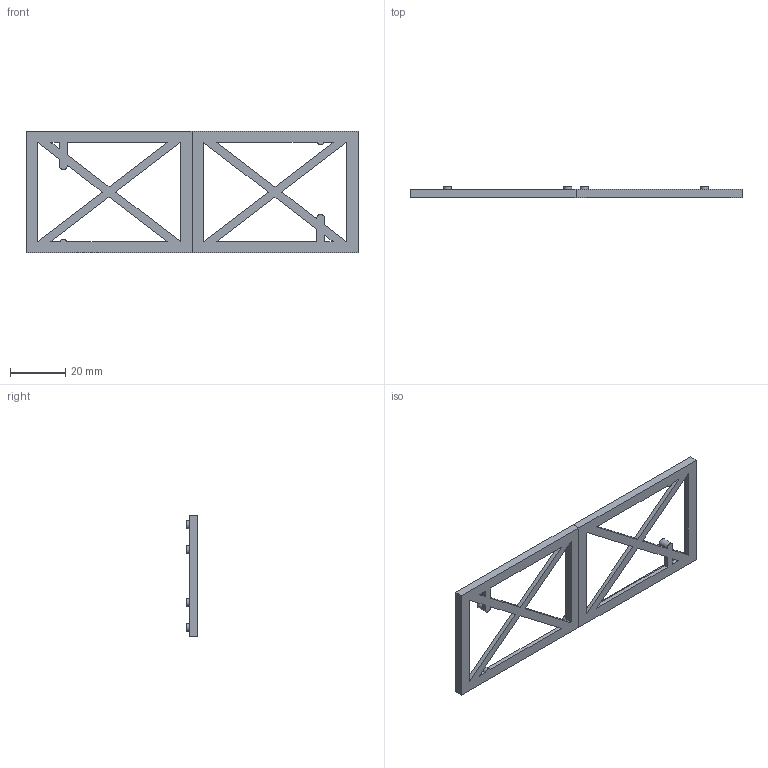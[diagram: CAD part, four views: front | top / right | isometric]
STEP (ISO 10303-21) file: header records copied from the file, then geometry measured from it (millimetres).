
FILE_DESCRIPTION(/* description */ (''),/* implementation_level */ '2;1');
FILE_NAME(/* name */ 'HllareV.2.stp',/* time_stamp */ '2025-01-22T12:05:04+01:00',/* author */ ('24oscnor'),/* organization */ (''),/* preprocessor_version */ 'ST-DEVELOPER v20',/* originating_system */ 'Autodesk Inventor 2025',/* authorisation */ '');
FILE_SCHEMA (('AUTOMOTIVE_DESIGN { 1 0 10303 214 3 1 1 }'));
Length unit declared in the file: millimetre
Products named in the file (2): HållareV.2; HållareV.2_1
Assembly tree (2 placements, depth 2):
  HållareV.2
    HållareV.2_1  x2
Bounding box: 120 x 4 x 44 mm (x, y, z)
Volume: 5190.5 mm3; surface area: 7589.3 mm2
Topology: 2 solids, 2 shells, 72 faces, 202 edges, 134 vertices
Faces by surface type: plane 66, cylinder 6
Full cylindrical faces by diameter (mm): 2.8 x6
Entity records: 1246 total; most frequent: CARTESIAN_POINT 208, ORIENTED_EDGE 202, DIRECTION 193, EDGE_CURVE 101, LINE 89, VECTOR 89, VERTEX_POINT 67, AXIS2_PLACEMENT_3D 52
